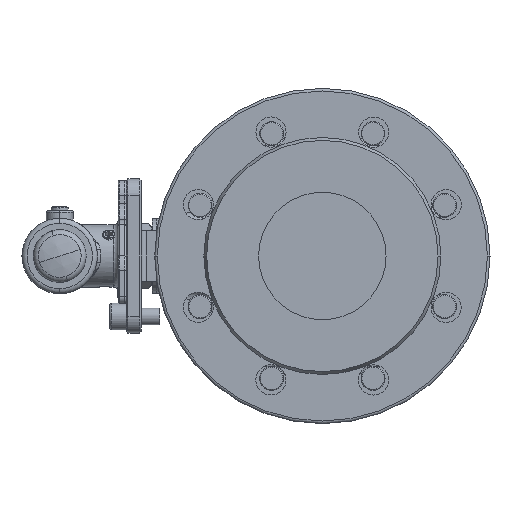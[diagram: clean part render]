
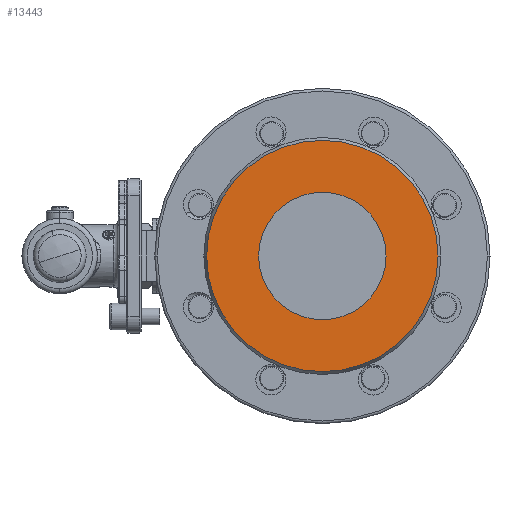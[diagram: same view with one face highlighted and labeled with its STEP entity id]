
A CAD part, left-side view. The second image highlights one B-rep face of the part: STEP entity #13443.
In plain terms, the highlighted planar face has unit normal (-1, 0, 0).
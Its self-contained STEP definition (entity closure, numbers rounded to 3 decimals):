
#601 = DIRECTION ( 'NONE',  ( 0., 1., 0. ) ) ;
#2110 = AXIS2_PLACEMENT_3D ( 'NONE', #47474, #42994, #22721 ) ;
#4405 = CARTESIAN_POINT ( 'NONE',  ( 8.823, -5.778, 20.976 ) ) ;
#5500 = CARTESIAN_POINT ( 'NONE',  ( 8.823, -74.778, 20.976 ) ) ;
#8032 = VERTEX_POINT ( 'NONE', #13674 ) ;
#9327 = AXIS2_PLACEMENT_3D ( 'NONE', #28267, #24635, #49521 ) ;
#9756 = PLANE ( 'NONE',  #39879 ) ;
#9905 = AXIS2_PLACEMENT_3D ( 'NONE', #4405, #25579, #601 ) ;
#11563 = VERTEX_POINT ( 'NONE', #5500 ) ;
#11890 = EDGE_CURVE ( 'NONE', #11563, #8032, #32399, .T. ) ;
#13300 = CIRCLE ( 'NONE', #15156, 69. ) ;
#13443 = ADVANCED_FACE ( 'NONE', ( #41291, #48361 ), #9756, .T. ) ;
#13674 = CARTESIAN_POINT ( 'NONE',  ( 8.823, 63.222, 20.976 ) ) ;
#13872 = DIRECTION ( 'NONE',  ( -1., 0., 0. ) ) ;
#14549 = EDGE_LOOP ( 'NONE', ( #34299, #20021 ) ) ;
#14770 = CARTESIAN_POINT ( 'NONE',  ( 8.823, 32.222, 20.976 ) ) ;
#15156 = AXIS2_PLACEMENT_3D ( 'NONE', #44330, #52608, #28795 ) ;
#20021 = ORIENTED_EDGE ( 'NONE', *, *, #11890, .F. ) ;
#22721 = DIRECTION ( 'NONE',  ( 0., 1., 0. ) ) ;
#24635 = DIRECTION ( 'NONE',  ( 1., 0., 0. ) ) ;
#25579 = DIRECTION ( 'NONE',  ( 1., 0., 0. ) ) ;
#27099 = CARTESIAN_POINT ( 'NONE',  ( 8.823, -5.722, 20.976 ) ) ;
#27110 = ORIENTED_EDGE ( 'NONE', *, *, #37056, .T. ) ;
#28267 = CARTESIAN_POINT ( 'NONE',  ( 8.823, -5.778, 20.976 ) ) ;
#28795 = DIRECTION ( 'NONE',  ( 0., 1., 0. ) ) ;
#29637 = VERTEX_POINT ( 'NONE', #35001 ) ;
#32399 = CIRCLE ( 'NONE', #9327, 69. ) ;
#34299 = ORIENTED_EDGE ( 'NONE', *, *, #45952, .F. ) ;
#35001 = CARTESIAN_POINT ( 'NONE',  ( 8.823, -43.778, 20.976 ) ) ;
#35005 = DIRECTION ( 'NONE',  ( 0., -1., 0. ) ) ;
#35325 = CIRCLE ( 'NONE', #2110, 38. ) ;
#37056 = EDGE_CURVE ( 'NONE', #37223, #29637, #35325, .T. ) ;
#37223 = VERTEX_POINT ( 'NONE', #14770 ) ;
#39879 = AXIS2_PLACEMENT_3D ( 'NONE', #27099, #13872, #35005 ) ;
#41291 = FACE_OUTER_BOUND ( 'NONE', #14549, .T. ) ;
#41392 = CIRCLE ( 'NONE', #9905, 38. ) ;
#41480 = EDGE_LOOP ( 'NONE', ( #27110, #48472 ) ) ;
#42994 = DIRECTION ( 'NONE',  ( 1., 0., 0. ) ) ;
#44330 = CARTESIAN_POINT ( 'NONE',  ( 8.823, -5.778, 20.976 ) ) ;
#45952 = EDGE_CURVE ( 'NONE', #8032, #11563, #13300, .T. ) ;
#47474 = CARTESIAN_POINT ( 'NONE',  ( 8.823, -5.778, 20.976 ) ) ;
#48361 = FACE_BOUND ( 'NONE', #41480, .T. ) ;
#48472 = ORIENTED_EDGE ( 'NONE', *, *, #52181, .T. ) ;
#49521 = DIRECTION ( 'NONE',  ( 0., 1., 0. ) ) ;
#52181 = EDGE_CURVE ( 'NONE', #29637, #37223, #41392, .T. ) ;
#52608 = DIRECTION ( 'NONE',  ( 1., 0., 0. ) ) ;
